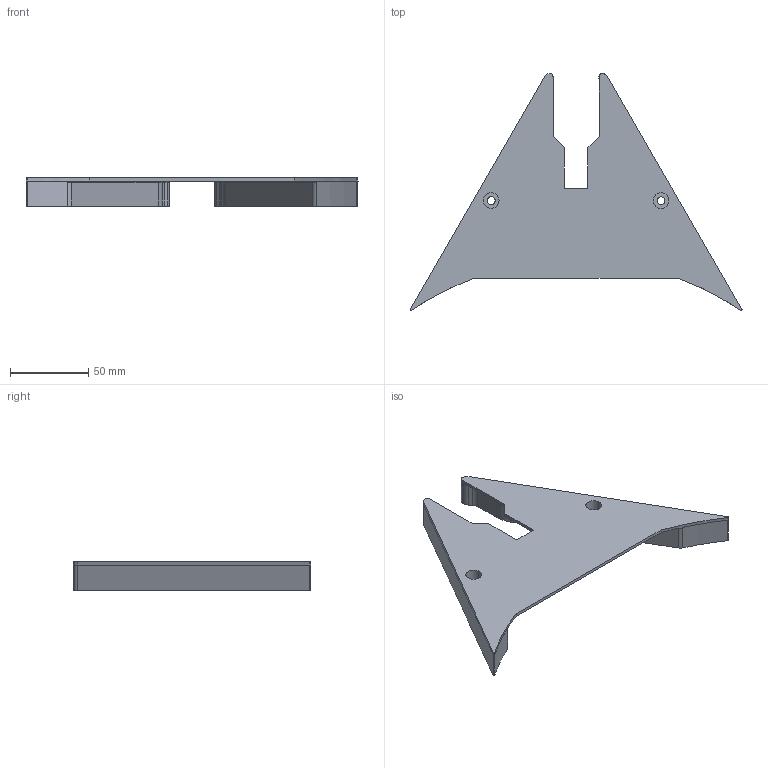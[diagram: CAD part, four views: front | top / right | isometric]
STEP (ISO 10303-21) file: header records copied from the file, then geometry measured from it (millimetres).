
FILE_DESCRIPTION(/* description */ (''),/* implementation_level */ '2;1');
FILE_NAME(/* name */ 'Delta motor covers wire cutout.stp',/* time_stamp */ '2019-09-13T07:01:58-04:00',/* author */ ('elect'),/* organization */ (''),/* preprocessor_version */ 'ST-DEVELOPER v16.13',/* originating_system */ 'Autodesk Inventor 2018',/* authorisation */ '');
FILE_SCHEMA (('AUTOMOTIVE_DESIGN { 1 0 10303 214 3 1 1 }'));
Length unit declared in the file: millimetre
Products named in the file (1): Delta motor covers wire cutout
Bounding box: 211.59 x 151.1 x 18 mm (x, y, z)
Volume: 105134.9 mm3; surface area: 41024.9 mm2
Topology: 1 solids, 1 shells, 74 faces, 196 edges, 126 vertices
Faces by surface type: cylinder 33, plane 33, torus 8
Full cylindrical faces by diameter (mm): 5 x2, 10 x2
Entity records: 2373 total; most frequent: CARTESIAN_POINT 443, DIRECTION 426, ORIENTED_EDGE 380, EDGE_CURVE 190, AXIS2_PLACEMENT_3D 165, VERTEX_POINT 124, LINE 96, VECTOR 96
